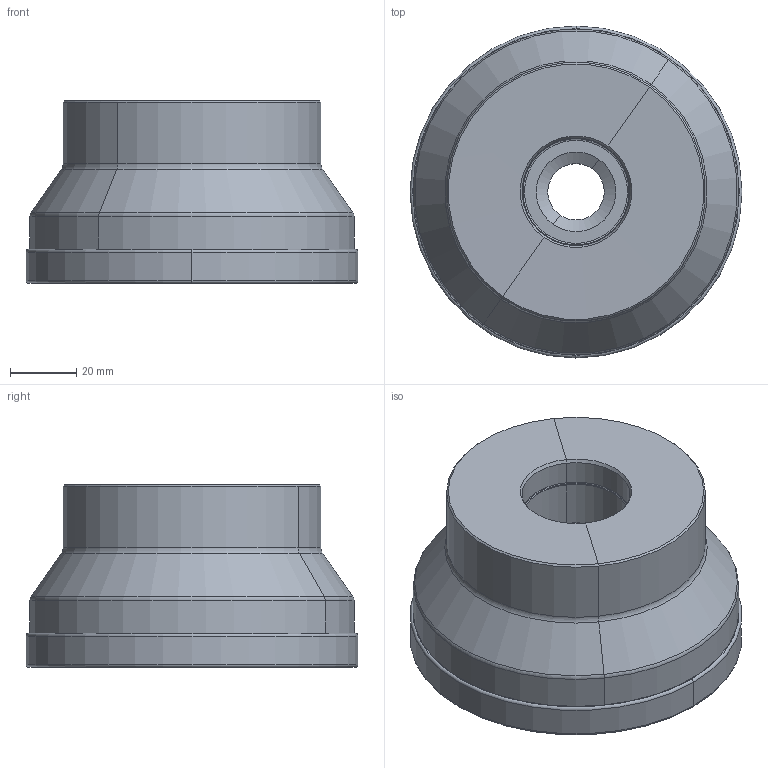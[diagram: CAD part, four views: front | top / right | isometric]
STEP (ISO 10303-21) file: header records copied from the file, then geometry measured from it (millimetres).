
FILE_DESCRIPTION((''),'2;1');
FILE_NAME('607041207-000-00-E43','2020-02-07T14:46:02',('bernerhp'),(''),'CREO PARAMETRIC BY PTC INC, 2019030','CREO PARAMETRIC BY PTC INC, 2019030','');
FILE_SCHEMA(('AP242_MANAGED_MODEL_BASED_3D_ENGINEERING_MIM_LF { 1 0 10303 442 1 1 4 }'));
Length unit declared in the file: millimetre
Products named in the file (1): 607041207-000-00-E43
Bounding box: 100 x 100 x 55 mm (x, y, z)
Volume: 298272.2 mm3; surface area: 32885 mm2
Topology: 1 solids, 1 shells, 62 faces, 226 edges, 176 vertices
Faces by surface type: cone 20, cylinder 18, torus 18, plane 6
Entity records: 3647 total; most frequent: DIRECTION 471, CARTESIAN_POINT 363, PRESENTATION_STYLE_ASSIGNMENT 292, STYLED_ITEM 280, ORIENTED_EDGE 248, CURVE_STYLE 229, AXIS2_PLACEMENT_3D 179, EDGE_CURVE 124
